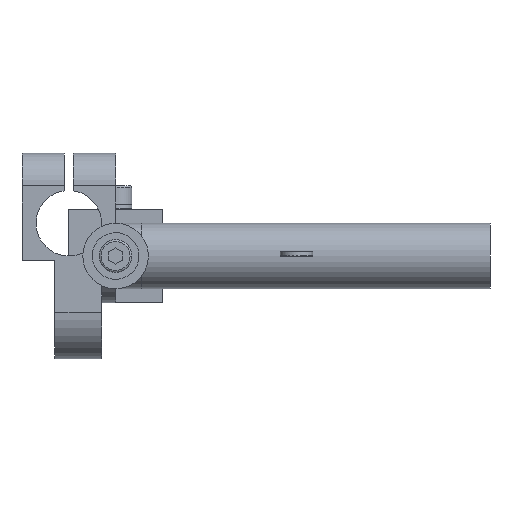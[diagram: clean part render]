
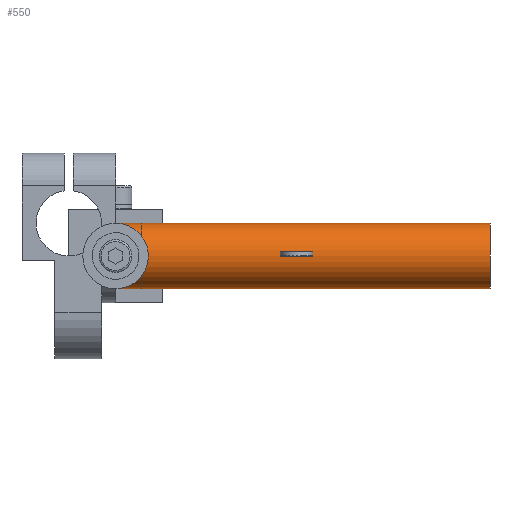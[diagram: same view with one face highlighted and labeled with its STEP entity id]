
A CAD part, left-side view. The second image highlights one B-rep face of the part: STEP entity #550.
In plain terms, the highlighted cylindrical face has radius 7 mm (diameter 14 mm), a full revolution.
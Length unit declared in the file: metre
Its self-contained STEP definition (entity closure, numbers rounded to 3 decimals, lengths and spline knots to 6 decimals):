
#550 = ADVANCED_FACE( '', ( #1164, #1165 ), #1166, .T. );
#1164 = FACE_OUTER_BOUND( '', #1741, .T. );
#1165 = FACE_OUTER_BOUND( '', #1742, .T. );
#1166 = CYLINDRICAL_SURFACE( '', #1743, 0.007 );
#1741 = EDGE_LOOP( '', ( #3920 ) );
#1742 = EDGE_LOOP( '', ( #3921 ) );
#1743 = AXIS2_PLACEMENT_3D( '', #3922, #3923, #3924 );
#3920 = ORIENTED_EDGE( '', *, *, #4683, .T. );
#3921 = ORIENTED_EDGE( '', *, *, #4681, .F. );
#3922 = CARTESIAN_POINT( '', ( 0., -0.08, 0. ) );
#3923 = DIRECTION( '', ( 0., -1., 0. ) );
#3924 = DIRECTION( '', ( 0., 0., 1. ) );
#4681 = EDGE_CURVE( '', #5884, #5884, #5885, .T. );
#4683 = EDGE_CURVE( '', #5888, #5888, #5889, .T. );
#5884 = VERTEX_POINT( '', #7502 );
#5885 = CIRCLE( '', #7503, 0.007 );
#5888 = VERTEX_POINT( '', #7506 );
#5889 = CIRCLE( '', #7507, 0.007 );
#7502 = CARTESIAN_POINT( '', ( 0.007, 0., 0. ) );
#7503 = AXIS2_PLACEMENT_3D( '', #8663, #8664, #8665 );
#7506 = CARTESIAN_POINT( '', ( 0.007, -0.08, 0. ) );
#7507 = AXIS2_PLACEMENT_3D( '', #8669, #8670, #8671 );
#8663 = CARTESIAN_POINT( '', ( 0., 0., 0. ) );
#8664 = DIRECTION( '', ( 0., 1., 0. ) );
#8665 = DIRECTION( '', ( 1., 0., 0. ) );
#8669 = CARTESIAN_POINT( '', ( 0., -0.08, 0. ) );
#8670 = DIRECTION( '', ( 0., 1., 0. ) );
#8671 = DIRECTION( '', ( 1., 0., 0. ) );
